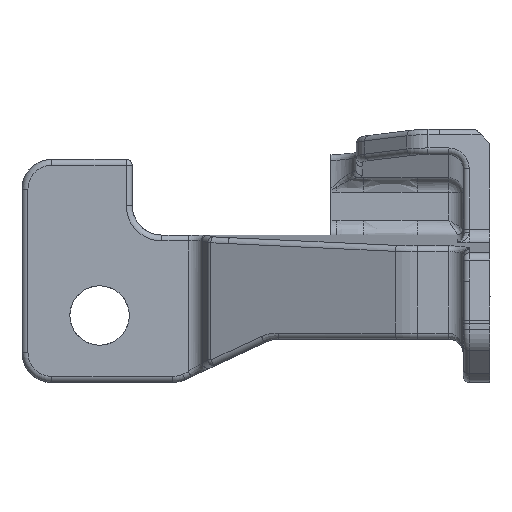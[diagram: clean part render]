
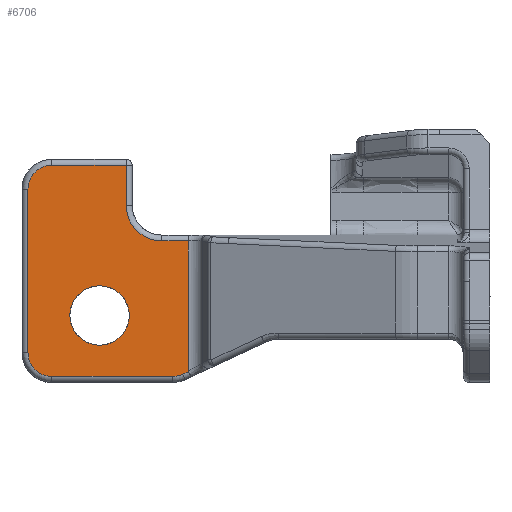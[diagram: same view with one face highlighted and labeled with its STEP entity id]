
A CAD part, front view. The second image highlights one B-rep face of the part: STEP entity #6706.
In plain terms, the highlighted planar face has unit normal (0, -1, 0).
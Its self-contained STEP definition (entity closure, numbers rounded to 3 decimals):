
#6569=AXIS2_PLACEMENT_3D('Circle Axis2P3D',#6567,#6568,$) ;
#6582=AXIS2_PLACEMENT_3D('Plane Axis2P3D',#6579,#6580,#6581) ;
#3419=CARTESIAN_POINT('Vertex',(359.02,426.5,252.54)) ;
#3426=CARTESIAN_POINT('Vertex',(350.098,426.5,252.54)) ;
#3429=CARTESIAN_POINT('Line Origine',(378.375,426.5,252.54)) ;
#6564=CARTESIAN_POINT('Vertex',(338.098,426.5,264.54)) ;
#6567=CARTESIAN_POINT('Axis2P3D Location',(350.098,426.5,264.54)) ;
#6579=CARTESIAN_POINT('Axis2P3D Location',(0.,426.5,0.)) ;
#6585=CARTESIAN_POINT('Control Point',(305.034,426.5,214.963)) ;
#6586=CARTESIAN_POINT('Control Point',(305.034,426.5,212.45)) ;
#6587=CARTESIAN_POINT('Control Point',(306.019,426.5,209.935)) ;
#6588=CARTESIAN_POINT('Control Point',(308.006,426.5,207.948)) ;
#6589=CARTESIAN_POINT('Control Point',(310.521,426.5,206.963)) ;
#6590=CARTESIAN_POINT('Control Point',(313.034,426.5,206.963)) ;
#6591=CARTESIAN_POINT('Vertex',(305.034,426.5,214.963)) ;
#6593=CARTESIAN_POINT('Vertex',(313.034,426.5,206.963)) ;
#6596=CARTESIAN_POINT('Line Origine',(346.21,426.5,206.963)) ;
#6600=CARTESIAN_POINT('Vertex',(353.691,426.5,206.963)) ;
#6604=CARTESIAN_POINT('Control Point',(353.691,426.5,206.963)) ;
#6605=CARTESIAN_POINT('Control Point',(354.855,426.5,206.963)) ;
#6606=CARTESIAN_POINT('Control Point',(356.018,426.5,207.221)) ;
#6607=CARTESIAN_POINT('Control Point',(357.072,426.5,207.713)) ;
#6608=CARTESIAN_POINT('Vertex',(357.072,426.5,207.713)) ;
#6612=CARTESIAN_POINT('Control Point',(359.02,426.5,208.621)) ;
#6613=CARTESIAN_POINT('Control Point',(357.072,426.5,207.713)) ;
#6614=CARTESIAN_POINT('Vertex',(359.02,426.5,208.621)) ;
#6617=CARTESIAN_POINT('Line Origine',(359.02,426.5,242.482)) ;
#6622=CARTESIAN_POINT('Line Origine',(338.098,426.5,242.482)) ;
#6626=CARTESIAN_POINT('Vertex',(338.098,426.5,278.)) ;
#6629=CARTESIAN_POINT('Line Origine',(346.21,426.5,278.)) ;
#6633=CARTESIAN_POINT('Vertex',(313.034,426.5,278.)) ;
#6637=CARTESIAN_POINT('Control Point',(313.034,426.5,278.)) ;
#6638=CARTESIAN_POINT('Control Point',(310.521,426.5,278.)) ;
#6639=CARTESIAN_POINT('Control Point',(308.006,426.5,277.016)) ;
#6640=CARTESIAN_POINT('Control Point',(306.019,426.5,275.029)) ;
#6641=CARTESIAN_POINT('Control Point',(305.034,426.5,272.513)) ;
#6642=CARTESIAN_POINT('Control Point',(305.034,426.5,270.)) ;
#6643=CARTESIAN_POINT('Vertex',(305.034,426.5,270.)) ;
#6646=CARTESIAN_POINT('Line Origine',(305.034,426.5,242.482)) ;
#6665=CARTESIAN_POINT('Control Point',(339.142,426.5,227.463)) ;
#6666=CARTESIAN_POINT('Control Point',(339.142,426.5,229.034)) ;
#6667=CARTESIAN_POINT('Control Point',(338.833,426.5,230.605)) ;
#6668=CARTESIAN_POINT('Control Point',(338.216,426.5,232.095)) ;
#6669=CARTESIAN_POINT('Control Point',(336.431,426.5,234.753)) ;
#6670=CARTESIAN_POINT('Control Point',(333.773,426.5,236.538)) ;
#6671=CARTESIAN_POINT('Control Point',(332.283,426.5,237.155)) ;
#6672=CARTESIAN_POINT('Control Point',(329.142,426.5,237.772)) ;
#6673=CARTESIAN_POINT('Control Point',(326.,426.5,237.155)) ;
#6674=CARTESIAN_POINT('Control Point',(324.51,426.5,236.538)) ;
#6675=CARTESIAN_POINT('Control Point',(321.853,426.5,234.753)) ;
#6676=CARTESIAN_POINT('Control Point',(320.067,426.5,232.095)) ;
#6677=CARTESIAN_POINT('Control Point',(319.45,426.5,230.605)) ;
#6678=CARTESIAN_POINT('Control Point',(319.142,426.5,229.034)) ;
#6679=CARTESIAN_POINT('Control Point',(319.142,426.5,227.463)) ;
#6680=CARTESIAN_POINT('Vertex',(339.142,426.5,227.463)) ;
#6682=CARTESIAN_POINT('Vertex',(319.142,426.5,227.463)) ;
#6686=CARTESIAN_POINT('Control Point',(319.142,426.5,227.463)) ;
#6687=CARTESIAN_POINT('Control Point',(319.142,426.5,225.893)) ;
#6688=CARTESIAN_POINT('Control Point',(319.45,426.5,224.322)) ;
#6689=CARTESIAN_POINT('Control Point',(320.067,426.5,222.832)) ;
#6690=CARTESIAN_POINT('Control Point',(321.853,426.5,220.174)) ;
#6691=CARTESIAN_POINT('Control Point',(324.51,426.5,218.389)) ;
#6692=CARTESIAN_POINT('Control Point',(326.,426.5,217.772)) ;
#6693=CARTESIAN_POINT('Control Point',(329.142,426.5,217.155)) ;
#6694=CARTESIAN_POINT('Control Point',(332.283,426.5,217.772)) ;
#6695=CARTESIAN_POINT('Control Point',(333.773,426.5,218.389)) ;
#6696=CARTESIAN_POINT('Control Point',(336.431,426.5,220.174)) ;
#6697=CARTESIAN_POINT('Control Point',(338.216,426.5,222.832)) ;
#6698=CARTESIAN_POINT('Control Point',(338.833,426.5,224.322)) ;
#6699=CARTESIAN_POINT('Control Point',(339.142,426.5,225.893)) ;
#6700=CARTESIAN_POINT('Control Point',(339.142,426.5,227.463)) ;
#3430=DIRECTION('Vector Direction',(-1.,0.,0.)) ;
#6568=DIRECTION('Axis2P3D Direction',(0.,-1.,0.)) ;
#6580=DIRECTION('Axis2P3D Direction',(0.,-1.,0.)) ;
#6581=DIRECTION('Axis2P3D XDirection',(1.,0.,0.)) ;
#6597=DIRECTION('Vector Direction',(1.,0.,0.)) ;
#6618=DIRECTION('Vector Direction',(0.,0.,1.)) ;
#6623=DIRECTION('Vector Direction',(0.,0.,1.)) ;
#6630=DIRECTION('Vector Direction',(1.,0.,0.)) ;
#6647=DIRECTION('Vector Direction',(0.,0.,1.)) ;
#3431=VECTOR('Line Direction',#3430,1.) ;
#6598=VECTOR('Line Direction',#6597,1.) ;
#6619=VECTOR('Line Direction',#6618,1.) ;
#6624=VECTOR('Line Direction',#6623,1.) ;
#6631=VECTOR('Line Direction',#6630,1.) ;
#6648=VECTOR('Line Direction',#6647,1.) ;
#6652=ORIENTED_EDGE('',*,*,#6595,.T.) ;
#6653=ORIENTED_EDGE('',*,*,#6602,.T.) ;
#6654=ORIENTED_EDGE('',*,*,#6610,.T.) ;
#6655=ORIENTED_EDGE('',*,*,#6616,.T.) ;
#6656=ORIENTED_EDGE('',*,*,#6621,.F.) ;
#6657=ORIENTED_EDGE('',*,*,#3433,.T.) ;
#6658=ORIENTED_EDGE('',*,*,#6571,.T.) ;
#6659=ORIENTED_EDGE('',*,*,#6628,.T.) ;
#6660=ORIENTED_EDGE('',*,*,#6635,.T.) ;
#6661=ORIENTED_EDGE('',*,*,#6645,.T.) ;
#6662=ORIENTED_EDGE('',*,*,#6650,.T.) ;
#6703=ORIENTED_EDGE('',*,*,#6684,.F.) ;
#6704=ORIENTED_EDGE('',*,*,#6701,.F.) ;
#6705=FACE_BOUND('',#6702,.T.) ;
#6706=ADVANCED_FACE('CASTING - BEAM . (NEW)',(#6663,#6705),#6583,.T.) ;
#6584=B_SPLINE_CURVE_WITH_KNOTS('',5,(#6585,#6586,#6587,#6588,#6589,#6590),.UNSPECIFIED.,.F.,.U.,(6,6),(25.133,37.699),.UNSPECIFIED.) ;
#6603=B_SPLINE_CURVE_WITH_KNOTS('',3,(#6604,#6605,#6606,#6607),.UNSPECIFIED.,.F.,.U.,(4,4),(37.699,41.19),.UNSPECIFIED.) ;
#6611=B_SPLINE_CURVE_WITH_KNOTS('',1,(#6612,#6613),.UNSPECIFIED.,.F.,.U.,(2,2),(-5.123,-2.974),.UNSPECIFIED.) ;
#6636=B_SPLINE_CURVE_WITH_KNOTS('',5,(#6637,#6638,#6639,#6640,#6641,#6642),.UNSPECIFIED.,.F.,.U.,(6,6),(12.566,25.133),.UNSPECIFIED.) ;
#6664=B_SPLINE_CURVE_WITH_KNOTS('',5,(#6665,#6666,#6667,#6668,#6669,#6670,#6671,#6672,#6673,#6674,#6675,#6676,#6677,#6678,#6679),.UNSPECIFIED.,.F.,.U.,(6,3,3,3,6),(62.832,70.686,78.54,86.394,94.248),.UNSPECIFIED.) ;
#6685=B_SPLINE_CURVE_WITH_KNOTS('',5,(#6686,#6687,#6688,#6689,#6690,#6691,#6692,#6693,#6694,#6695,#6696,#6697,#6698,#6699,#6700),.UNSPECIFIED.,.F.,.U.,(6,3,3,3,6),(31.416,39.27,47.124,54.978,62.832),.UNSPECIFIED.) ;
#6570=CIRCLE('generated circle',#6569,12.) ;
#3433=EDGE_CURVE('',#3420,#3427,#3432,.T.) ;
#6571=EDGE_CURVE('',#3427,#6565,#6570,.F.) ;
#6595=EDGE_CURVE('',#6592,#6594,#6584,.T.) ;
#6602=EDGE_CURVE('',#6594,#6601,#6599,.T.) ;
#6610=EDGE_CURVE('',#6601,#6609,#6603,.T.) ;
#6616=EDGE_CURVE('',#6609,#6615,#6611,.F.) ;
#6621=EDGE_CURVE('',#3420,#6615,#6620,.F.) ;
#6628=EDGE_CURVE('',#6565,#6627,#6625,.T.) ;
#6635=EDGE_CURVE('',#6627,#6634,#6632,.F.) ;
#6645=EDGE_CURVE('',#6634,#6644,#6636,.T.) ;
#6650=EDGE_CURVE('',#6644,#6592,#6649,.F.) ;
#6684=EDGE_CURVE('',#6681,#6683,#6664,.T.) ;
#6701=EDGE_CURVE('',#6683,#6681,#6685,.T.) ;
#6651=EDGE_LOOP('',(#6652,#6653,#6654,#6655,#6656,#6657,#6658,#6659,#6660,#6661,#6662)) ;
#6702=EDGE_LOOP('',(#6703,#6704)) ;
#6663=FACE_OUTER_BOUND('',#6651,.T.) ;
#3432=LINE('Line',#3429,#3431) ;
#6599=LINE('Line',#6596,#6598) ;
#6620=LINE('Line',#6617,#6619) ;
#6625=LINE('Line',#6622,#6624) ;
#6632=LINE('Line',#6629,#6631) ;
#6649=LINE('Line',#6646,#6648) ;
#6583=PLANE('',#6582) ;
#3420=VERTEX_POINT('',#3419) ;
#3427=VERTEX_POINT('',#3426) ;
#6565=VERTEX_POINT('',#6564) ;
#6592=VERTEX_POINT('',#6591) ;
#6594=VERTEX_POINT('',#6593) ;
#6601=VERTEX_POINT('',#6600) ;
#6609=VERTEX_POINT('',#6608) ;
#6615=VERTEX_POINT('',#6614) ;
#6627=VERTEX_POINT('',#6626) ;
#6634=VERTEX_POINT('',#6633) ;
#6644=VERTEX_POINT('',#6643) ;
#6681=VERTEX_POINT('',#6680) ;
#6683=VERTEX_POINT('',#6682) ;
